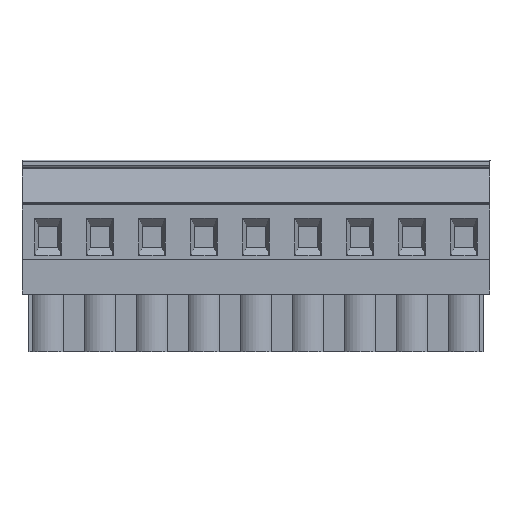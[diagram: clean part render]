
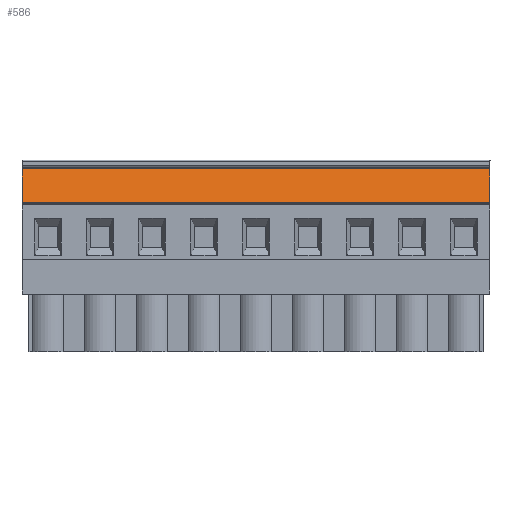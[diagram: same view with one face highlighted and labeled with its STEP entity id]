
A CAD part, top view. The second image highlights one B-rep face of the part: STEP entity #586.
In plain terms, the highlighted planar face has unit normal (0, 0.259, 0.966).
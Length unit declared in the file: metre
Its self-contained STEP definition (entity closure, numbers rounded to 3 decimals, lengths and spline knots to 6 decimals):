
#586=ADVANCED_FACE('',(#1400),#1401,.T.);
#1400=FACE_OUTER_BOUND('',#2444,.T.);
#1401=PLANE('',#2445);
#2444=EDGE_LOOP('',(#4064,#4065,#4066,#4067));
#2445=AXIS2_PLACEMENT_3D('',#4068,#4069,#4070);
#4064=ORIENTED_EDGE('',*,*,#6352,.T.);
#4065=ORIENTED_EDGE('',*,*,#6355,.F.);
#4066=ORIENTED_EDGE('',*,*,#6274,.F.);
#4067=ORIENTED_EDGE('',*,*,#6356,.T.);
#4068=CARTESIAN_POINT('',(0.,0.013219,-0.001864));
#4069=DIRECTION('',(0.,0.259,0.966));
#4070=DIRECTION('',(1.0,0.,0.0));
#6274=EDGE_CURVE('',#7567,#7568,#7569,.T.);
#6352=EDGE_CURVE('',#7690,#7688,#7691,.T.);
#6355=EDGE_CURVE('',#7568,#7688,#7694,.T.);
#6356=EDGE_CURVE('',#7567,#7690,#7695,.T.);
#7567=VERTEX_POINT('',#9389);
#7568=VERTEX_POINT('',#9390);
#7569=LINE('',#9391,#9392);
#7688=VERTEX_POINT('',#9536);
#7690=VERTEX_POINT('',#9538);
#7691=LINE('',#9539,#9540);
#7694=LINE('',#9543,#9544);
#7695=LINE('',#9545,#9546);
#9389=CARTESIAN_POINT('',(0.00006,0.018058,-0.003161));
#9390=CARTESIAN_POINT('',(0.06756,0.018058,-0.003161));
#9391=CARTESIAN_POINT('',(0.,0.018058,-0.003161));
#9392=VECTOR('',#11117,1.0);
#9536=CARTESIAN_POINT('',(0.06756,0.013236,-0.001869));
#9538=CARTESIAN_POINT('',(0.00006,0.013236,-0.001869));
#9539=CARTESIAN_POINT('',(0.03429,0.013236,-0.001869));
#9540=VECTOR('',#11248,1.0);
#9543=CARTESIAN_POINT('',(0.06756,0.013219,-0.001864));
#9544=VECTOR('',#11252,1.0);
#9545=CARTESIAN_POINT('',(0.00006,0.013219,-0.001864));
#9546=VECTOR('',#11253,1.0);
#11117=DIRECTION('',(1.0,0.,0.0));
#11248=DIRECTION('',(1.0,0.,0.0));
#11252=DIRECTION('',(0.,-0.966,0.259));
#11253=DIRECTION('',(0.,-0.966,0.259));
